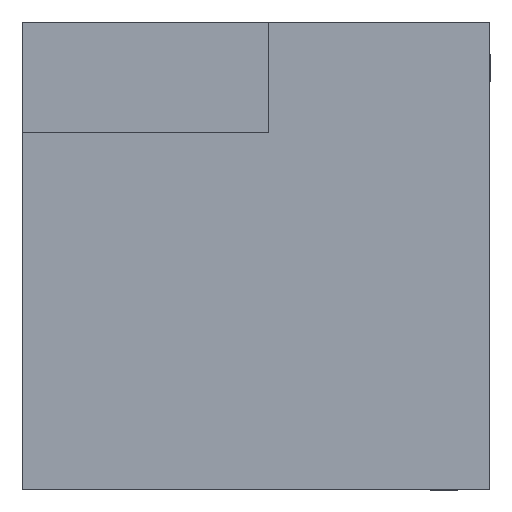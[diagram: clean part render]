
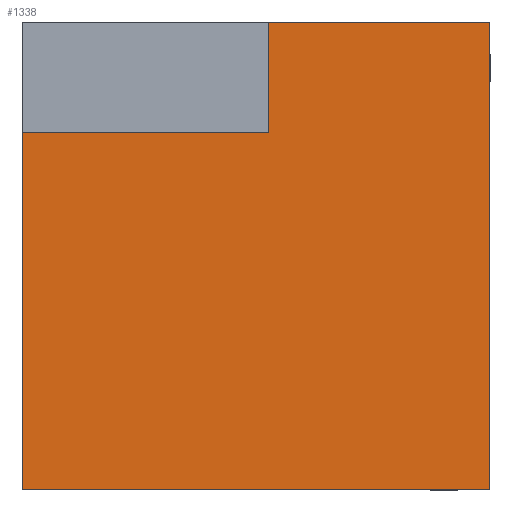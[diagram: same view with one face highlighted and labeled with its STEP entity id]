
A CAD part, front view. The second image highlights one B-rep face of the part: STEP entity #1338.
In plain terms, the highlighted planar face has unit normal (0, -1, 0).
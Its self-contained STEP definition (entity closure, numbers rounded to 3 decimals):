
#40 = VECTOR ( 'NONE', #1775, 1000. ) ;
#77 = LINE ( 'NONE', #822, #2127 ) ;
#163 = EDGE_LOOP ( 'NONE', ( #1754, #403, #1013, #2486, #2122, #546 ) ) ;
#244 = VERTEX_POINT ( 'NONE', #1906 ) ;
#303 = DIRECTION ( 'NONE',  ( 0., 1., 0. ) ) ;
#350 = CARTESIAN_POINT ( 'NONE',  ( 0., 0., 0. ) ) ;
#403 = ORIENTED_EDGE ( 'NONE', *, *, #1048, .F. ) ;
#546 = ORIENTED_EDGE ( 'NONE', *, *, #1081, .F. ) ;
#580 = CARTESIAN_POINT ( 'NONE',  ( 9.5, 0., -9.5 ) ) ;
#612 = LINE ( 'NONE', #1528, #2429 ) ;
#682 = CARTESIAN_POINT ( 'NONE',  ( -9.5, 0., 5. ) ) ;
#717 = CARTESIAN_POINT ( 'NONE',  ( -9.5, 0., 5. ) ) ;
#779 = DIRECTION ( 'NONE',  ( 0., 0., 1. ) ) ;
#822 = CARTESIAN_POINT ( 'NONE',  ( -9.5, 0., 9.5 ) ) ;
#837 = DIRECTION ( 'NONE',  ( 0., 0., 1. ) ) ;
#960 = LINE ( 'NONE', #580, #40 ) ;
#965 = CARTESIAN_POINT ( 'NONE',  ( 0.5, 0., 9.5 ) ) ;
#972 = VERTEX_POINT ( 'NONE', #1202 ) ;
#1013 = ORIENTED_EDGE ( 'NONE', *, *, #2344, .F. ) ;
#1048 = EDGE_CURVE ( 'NONE', #972, #2189, #1767, .T. ) ;
#1081 = EDGE_CURVE ( 'NONE', #1997, #1359, #1177, .T. ) ;
#1111 = LINE ( 'NONE', #682, #1332 ) ;
#1122 = DIRECTION ( 'NONE',  ( 0., 0., 1. ) ) ;
#1177 = LINE ( 'NONE', #1558, #1928 ) ;
#1202 = CARTESIAN_POINT ( 'NONE',  ( 0.5, 0., 5. ) ) ;
#1233 = VERTEX_POINT ( 'NONE', #717 ) ;
#1284 = FACE_OUTER_BOUND ( 'NONE', #163, .T. ) ;
#1316 = PLANE ( 'NONE',  #1923 ) ;
#1332 = VECTOR ( 'NONE', #2427, 1000. ) ;
#1338 = ADVANCED_FACE ( 'NONE', ( #1284 ), #1316, .F. ) ;
#1359 = VERTEX_POINT ( 'NONE', #1540 ) ;
#1385 = DIRECTION ( 'NONE',  ( 0., 0., -1. ) ) ;
#1449 = EDGE_CURVE ( 'NONE', #1359, #244, #960, .T. ) ;
#1528 = CARTESIAN_POINT ( 'NONE',  ( 9.5, 0., 9.5 ) ) ;
#1540 = CARTESIAN_POINT ( 'NONE',  ( 9.5, 0., -9.5 ) ) ;
#1558 = CARTESIAN_POINT ( 'NONE',  ( 9.5, 0., 9.5 ) ) ;
#1607 = CARTESIAN_POINT ( 'NONE',  ( 0.5, 0., 9.5 ) ) ;
#1754 = ORIENTED_EDGE ( 'NONE', *, *, #2446, .F. ) ;
#1767 = LINE ( 'NONE', #965, #1800 ) ;
#1775 = DIRECTION ( 'NONE',  ( -1., 0., 0. ) ) ;
#1800 = VECTOR ( 'NONE', #779, 1000. ) ;
#1906 = CARTESIAN_POINT ( 'NONE',  ( -9.5, 0., -9.5 ) ) ;
#1923 = AXIS2_PLACEMENT_3D ( 'NONE', #350, #303, #1122 ) ;
#1928 = VECTOR ( 'NONE', #1385, 1000. ) ;
#1997 = VERTEX_POINT ( 'NONE', #2494 ) ;
#2122 = ORIENTED_EDGE ( 'NONE', *, *, #1449, .F. ) ;
#2127 = VECTOR ( 'NONE', #837, 1000. ) ;
#2176 = EDGE_CURVE ( 'NONE', #244, #1233, #77, .T. ) ;
#2189 = VERTEX_POINT ( 'NONE', #1607 ) ;
#2344 = EDGE_CURVE ( 'NONE', #1233, #972, #1111, .T. ) ;
#2387 = DIRECTION ( 'NONE',  ( 1., 0., 0. ) ) ;
#2427 = DIRECTION ( 'NONE',  ( 1., 0., 0. ) ) ;
#2429 = VECTOR ( 'NONE', #2387, 1000. ) ;
#2446 = EDGE_CURVE ( 'NONE', #2189, #1997, #612, .T. ) ;
#2486 = ORIENTED_EDGE ( 'NONE', *, *, #2176, .F. ) ;
#2494 = CARTESIAN_POINT ( 'NONE',  ( 9.5, 0., 9.5 ) ) ;
